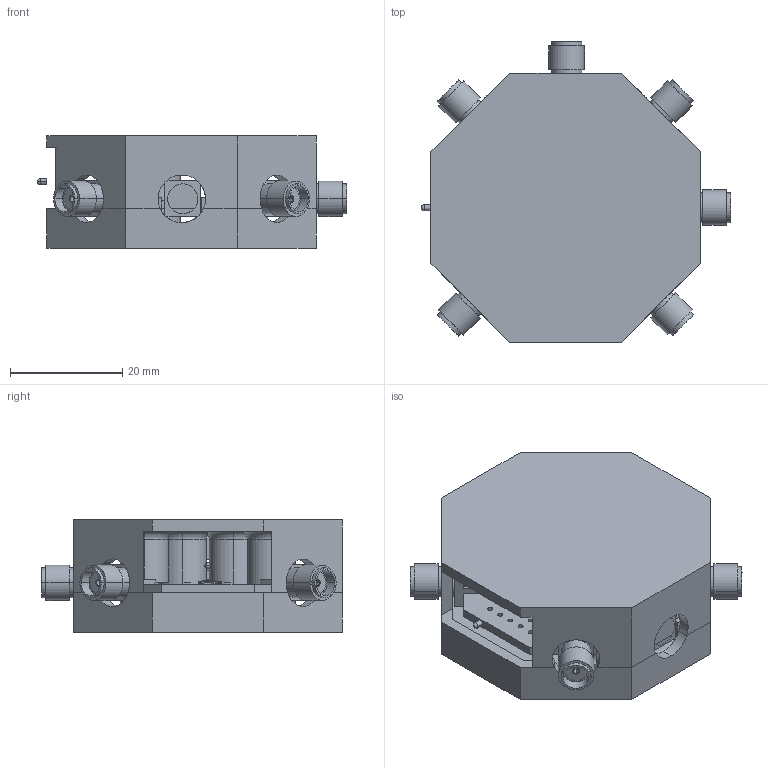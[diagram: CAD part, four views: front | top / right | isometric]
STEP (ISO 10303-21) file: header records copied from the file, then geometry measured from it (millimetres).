
FILE_DESCRIPTION (( 'STEP AP214' ), '1' );
FILE_NAME ('Antenna_Enclosure.STEP', '2019-12-18T07:24:45', ( '' ), ( '' ), 'SwSTEP 2.0', 'SolidWorks 2018', '' );
FILE_SCHEMA (( 'AUTOMOTIVE_DESIGN' ));
Length unit declared in the file: millimetre
Products named in the file (1): Antenna_Enclosure
Bounding box: 55.17 x 53.62 x 20 mm (x, y, z)
Volume: 17459.6 mm3; surface area: 20278 mm2
Topology: 45 solids, 45 shells, 1250 faces, 3042 edges, 1956 vertices
Faces by surface type: plane 682, cylinder 332, bspline 206, torus 16, cone 14
Entity records: 55933 total; most frequent: CARTESIAN_POINT 15371, ORIENTED_EDGE 6020, DIRECTION 5482, EDGE_CURVE 3010, VERTEX_POINT 1956, LINE 1932, VECTOR 1932, AXIS2_PLACEMENT_3D 1775
